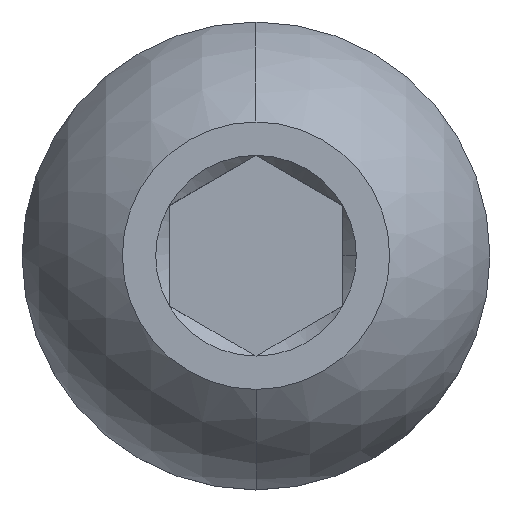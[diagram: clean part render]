
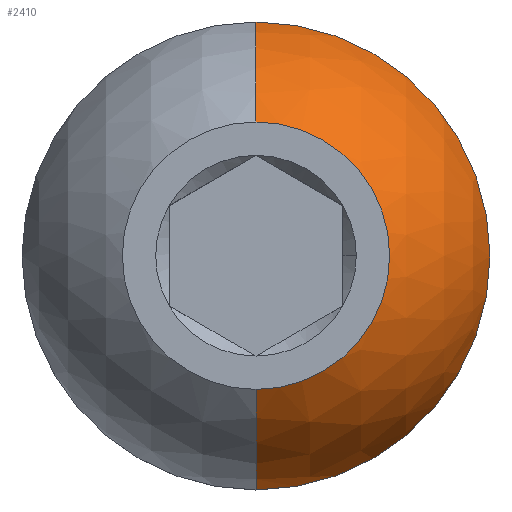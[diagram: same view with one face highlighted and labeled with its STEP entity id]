
A CAD part, top view. The second image highlights one B-rep face of the part: STEP entity #2410.
In plain terms, the highlighted spherical face has radius 1.791 mm.
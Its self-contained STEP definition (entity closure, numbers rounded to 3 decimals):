
#524 = CARTESIAN_POINT ( 'NONE',  ( 0., -1., 0. ) ) ;
#525 = CARTESIAN_POINT ( 'NONE',  ( 1.75, 0., -1.105 ) ) ;
#562 = CARTESIAN_POINT ( 'NONE',  ( 0., 1., 0. ) ) ;
#573 = CARTESIAN_POINT ( 'NONE',  ( 0., 1.75, -1.105 ) ) ;
#585 = CARTESIAN_POINT ( 'NONE',  ( 0., -1.75, -1.105 ) ) ;
#727 = EDGE_LOOP ( 'NONE', ( #740, #880, #1118, #735, #1107 ) ) ;
#735 = ORIENTED_EDGE ( 'NONE', *, *, #2230, .F. ) ;
#740 = ORIENTED_EDGE ( 'NONE', *, *, #2246, .T. ) ;
#880 = ORIENTED_EDGE ( 'NONE', *, *, #1918, .T. ) ;
#1107 = ORIENTED_EDGE ( 'NONE', *, *, #2269, .F. ) ;
#1118 = ORIENTED_EDGE ( 'NONE', *, *, #2268, .T. ) ;
#1148 = CIRCLE ( 'NONE', #1926, 1.791 ) ;
#1154 = CIRCLE ( 'NONE', #1951, 1.791 ) ;
#1172 = CIRCLE ( 'NONE', #1544, 1.75 ) ;
#1191 = CIRCLE ( 'NONE', #2136, 1. ) ;
#1305 = CIRCLE ( 'NONE', #1977, 1.75 ) ;
#1435 = FACE_OUTER_BOUND ( 'NONE', #727, .T. ) ;
#1437 = SPHERICAL_SURFACE ( 'NONE', #1742, 1.791 ) ;
#1544 = AXIS2_PLACEMENT_3D ( 'NONE', #6004, #6003, #6002 ) ;
#1742 = AXIS2_PLACEMENT_3D ( 'NONE', #4519, #4517, #4522 ) ;
#1918 = EDGE_CURVE ( 'NONE', #3708, #3722, #1305, .T. ) ;
#1926 = AXIS2_PLACEMENT_3D ( 'NONE', #5906, #5905, #5904 ) ;
#1951 = AXIS2_PLACEMENT_3D ( 'NONE', #5912, #5910, #5909 ) ;
#1977 = AXIS2_PLACEMENT_3D ( 'NONE', #3511, #3412, #3397 ) ;
#2136 = AXIS2_PLACEMENT_3D ( 'NONE', #6092, #6091, #6090 ) ;
#2230 = EDGE_CURVE ( 'NONE', #3698, #3710, #1191, .T. ) ;
#2246 = EDGE_CURVE ( 'NONE', #3734, #3708, #1172, .T. ) ;
#2268 = EDGE_CURVE ( 'NONE', #3722, #3710, #1154, .T. ) ;
#2269 = EDGE_CURVE ( 'NONE', #3734, #3698, #1148, .T. ) ;
#2410 = ADVANCED_FACE ( 'NONE', ( #1435 ), #1437, .T. ) ;
#3397 = DIRECTION ( 'NONE',  ( 1., 0., 0. ) ) ;
#3412 = DIRECTION ( 'NONE',  ( 0., 0., 1. ) ) ;
#3511 = CARTESIAN_POINT ( 'NONE',  ( 0., 0., -1.105 ) ) ;
#3698 = VERTEX_POINT ( 'NONE', #524 ) ;
#3708 = VERTEX_POINT ( 'NONE', #525 ) ;
#3710 = VERTEX_POINT ( 'NONE', #562 ) ;
#3722 = VERTEX_POINT ( 'NONE', #573 ) ;
#3734 = VERTEX_POINT ( 'NONE', #585 ) ;
#4517 = DIRECTION ( 'NONE',  ( 1., 0., 0. ) ) ;
#4519 = CARTESIAN_POINT ( 'NONE',  ( 0., 0., -1.486 ) ) ;
#4522 = DIRECTION ( 'NONE',  ( 0., -1., 0. ) ) ;
#5904 = DIRECTION ( 'NONE',  ( 0., -1., 0. ) ) ;
#5905 = DIRECTION ( 'NONE',  ( -1., 0., 0. ) ) ;
#5906 = CARTESIAN_POINT ( 'NONE',  ( 0., 0., -1.486 ) ) ;
#5909 = DIRECTION ( 'NONE',  ( 0., 1., 0. ) ) ;
#5910 = DIRECTION ( 'NONE',  ( 1., 0., 0. ) ) ;
#5912 = CARTESIAN_POINT ( 'NONE',  ( 0., 0., -1.486 ) ) ;
#6002 = DIRECTION ( 'NONE',  ( 1., 0., 0. ) ) ;
#6003 = DIRECTION ( 'NONE',  ( 0., 0., 1. ) ) ;
#6004 = CARTESIAN_POINT ( 'NONE',  ( 0., 0., -1.105 ) ) ;
#6090 = DIRECTION ( 'NONE',  ( 1., 0., 0. ) ) ;
#6091 = DIRECTION ( 'NONE',  ( 0., 0., 1. ) ) ;
#6092 = CARTESIAN_POINT ( 'NONE',  ( 0., 0., 0. ) ) ;
